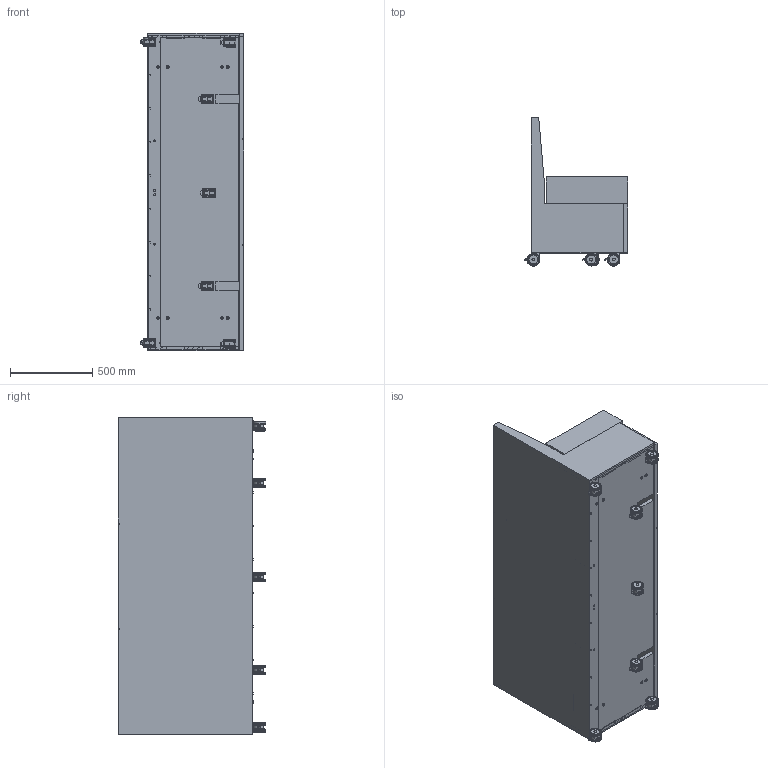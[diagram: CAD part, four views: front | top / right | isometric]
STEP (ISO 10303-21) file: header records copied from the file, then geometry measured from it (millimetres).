
FILE_DESCRIPTION(/* description */ (''),/* implementation_level */ '2;1');
FILE_NAME(/* name */ 'ON2076HUF.stp',/* time_stamp */ '2019-12-02T12:28:49-05:00',/* author */ ('emehringer'),/* organization */ (''),/* preprocessor_version */ 'ST-DEVELOPER v17',/* originating_system */ 'Autodesk Inventor 2019',/* authorisation */ '');
FILE_SCHEMA (('AUTOMOTIVE_DESIGN { 1 0 10303 214 3 1 1 }'));
Length unit declared in the file: inch
Products named in the file (29): 2076H; 2076H UBASE; 2176-F80 (generic); 2076 SEAT; FR BS 2076H; 2076-3-04; 2076-3-04_1; ROLLOVER T-NUT .25 (FOR 24MM); ROLLOVER T-NUT .375 (FOR 24MM); 2076H-012; 2076H-012_1; DOWEL 1-75; 2076H-13; 2076H-15A; 2176-15A; 2076H-102L; 2076H-102R; 2076H-102; ROLLOVER T-NUT .25 (FOR .875); STAPLE1.5; STAPLE1.5_1; STAPLE1.5_2; STAPLE1.5_3; STAPLE1.5_4; CAST COL 3"LC; CAST COL LOCK; CAST COL 3IN CENTER; CAST COL 3IN WHEEL; CAST COL 3IN INNER WHEEL
Assembly tree (152 placements, depth 4):
  2076H
    2076H UBASE
    2176-F80 (generic)
    2076 SEAT
    CAST COL 3"LC  x7
      CAST COL 3IN WHEEL
      CAST COL LOCK
      CAST COL 3IN CENTER
      CAST COL 3IN INNER WHEEL
    FR BS 2076H
      2076-3-04
        2076-3-04_1
        ROLLOVER T-NUT .25 (FOR 24MM)  x8
        ROLLOVER T-NUT .375 (FOR 24MM)  x5
      2076H-012  x2
        2076H-012_1
        DOWEL 1-75
      2076H-13
      2076H-15A
      2176-15A  x2
      2076H-102L
        2076H-102
        ROLLOVER T-NUT .25 (FOR .875)  x4
      2076H-102R
        2076H-102
        ROLLOVER T-NUT .25 (FOR .875)  x4
      STAPLE1.5_4  x96
      STAPLE1.5
      STAPLE1.5_1
      STAPLE1.5_2
      STAPLE1.5_3
Bounding box: 627.4 x 897.83 x 1930.4 mm (x, y, z)
Volume: 345209757.2 mm3; surface area: 15188743.2 mm2
Topology: 185 solids, 185 shells, 4469 faces, 11072 edges, 6686 vertices
Faces by surface type: plane 1959, cylinder 1796, sphere 466, torus 224, cone 20, bspline 4
Full cylindrical faces by diameter (mm): 4.762 x5, 6.35 x16, 7.671 x16, 7.938 x21, 9.449 x5, 9.525 x7, 11.112 x37, 17.462 x7, 17.475 x7, 17.526 x14, 20.747 x7, 55.88 x14, 55.956 x14, 75.006 x14
Entity records: 19651 total; most frequent: CARTESIAN_POINT 3420, DIRECTION 3404, ORIENTED_EDGE 2884, EDGE_CURVE 1442, AXIS2_PLACEMENT_3D 1233, VERTEX_POINT 943, LINE 938, VECTOR 938
